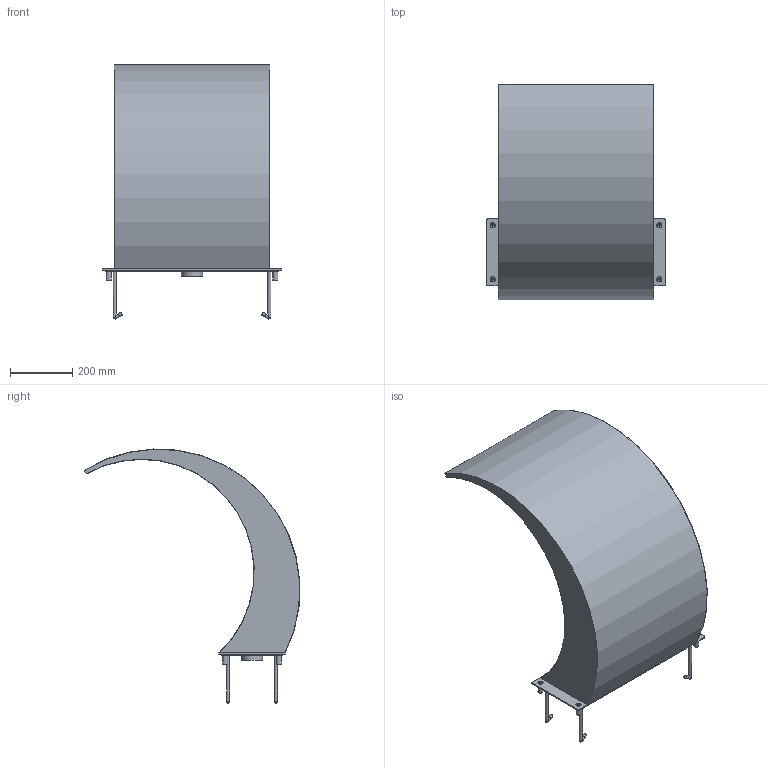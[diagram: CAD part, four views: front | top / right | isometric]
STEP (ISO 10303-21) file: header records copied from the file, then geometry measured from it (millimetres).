
FILE_DESCRIPTION(('STEP AP214'), '1');
FILE_NAME('Ð01-10 Ðîíäî 500', '2025-05-13T12:33:22', ('Runwill'), (''), 'C3D Converter', 'C3D Toolkit', '');
FILE_SCHEMA(('AUTOMOTIVE_DESIGN { 1 0 10303 214 3 1 1}'));
Length unit declared in the file: millimetre
Assembly tree (10 placements, depth 3):
  (unnamed)
    (unnamed)
      (unnamed)  x4
    (unnamed)
    (unnamed)  x4
Bounding box: 577.2 x 693.42 x 816.45 mm (x, y, z)
Volume: 2314842.7 mm3; surface area: 3171591.5 mm2
Topology: 10 solids, 10 shells, 192 faces, 430 edges, 262 vertices
Faces by surface type: plane 77, cylinder 74, cone 21, torus 18, bspline 2
Full cylindrical faces by diameter (mm): 8 x12, 8.376 x4, 9 x4, 10 x8, 11.2 x4, 15.24 x4, 16 x4, 68 x4, 69 x1, 76 x1
Entity records: 12853 total; most frequent: CARTESIAN_POINT 9514, DIRECTION 630, ORIENTED_EDGE 500, AXIS2_PLACEMENT_3D 277, EDGE_CURVE 250, EDGE_LOOP 233, VERTEX_POINT 191, FACE_BOUND 150
